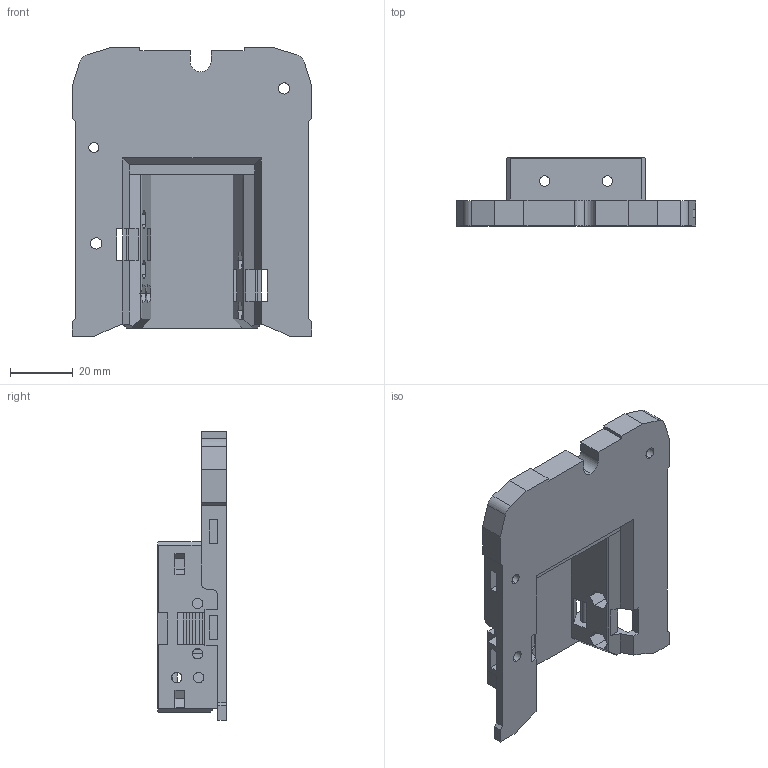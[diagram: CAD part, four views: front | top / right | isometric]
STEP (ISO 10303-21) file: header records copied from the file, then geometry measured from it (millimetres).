
FILE_DESCRIPTION (( 'STEP AP214' ), '1' );
FILE_NAME ('kafa step rhino v4.2.STEP', '2024-12-04T09:12:30', ( '' ), ( '' ), 'SwSTEP 2.0', 'SolidWorks 2024', '' );
FILE_SCHEMA (( 'AUTOMOTIVE_DESIGN' ));
Length unit declared in the file: millimetre
Products named in the file (1): kafa step rhino v4.2
Bounding box: 76.2 x 21.86 x 92.02 mm (x, y, z)
Volume: 45314.7 mm3; surface area: 22519.1 mm2
Topology: 1 solids, 2 shells, 335 faces, 969 edges, 637 vertices
Faces by surface type: plane 261, cylinder 66, bspline 8
Entity records: 10490 total; most frequent: CARTESIAN_POINT 2598, ORIENTED_EDGE 1938, DIRECTION 1199, EDGE_CURVE 969, VERTEX_POINT 637, B_SPLINE_CURVE_WITH_KNOTS 548, AXIS2_PLACEMENT_3D 462, EDGE_LOOP 382
